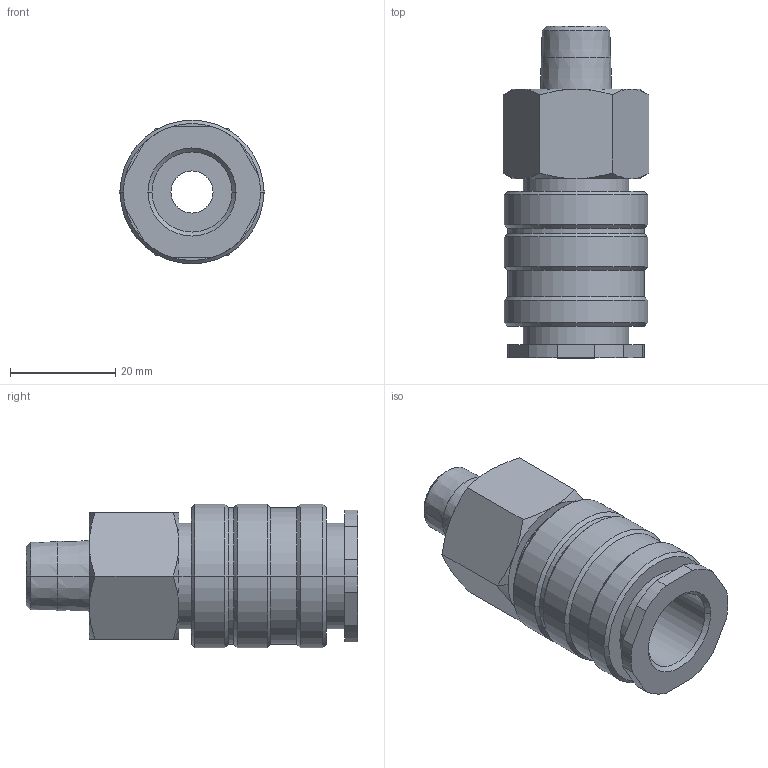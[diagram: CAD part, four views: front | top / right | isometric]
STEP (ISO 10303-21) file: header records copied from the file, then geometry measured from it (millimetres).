
FILE_DESCRIPTION(('STEP AP214'),'1');
FILE_NAME('esig_14_a.stp','2020-03-05T09:00:06',('TraceParts'),('TraceParts S.A.'),'Spatial InterOp 3D',' ',' ');
FILE_SCHEMA(('automotive_design'));
Length unit declared in the file: millimetre
Products named in the file (1): 1
Bounding box: 27.71 x 63 x 27.3 mm (x, y, z)
Volume: 21631.3 mm3; surface area: 8572.3 mm2
Topology: 1 solids, 1 shells, 86 faces, 188 edges, 112 vertices
Faces by surface type: cone 36, cylinder 28, plane 22
Entity records: 3072 total; most frequent: CARTESIAN_POINT 483, DIRECTION 426, ORIENTED_EDGE 376, EDGE_CURVE 188, AXIS2_PLACEMENT_3D 175, VERTEX_POINT 112, EDGE_LOOP 96, CIRCLE 88
